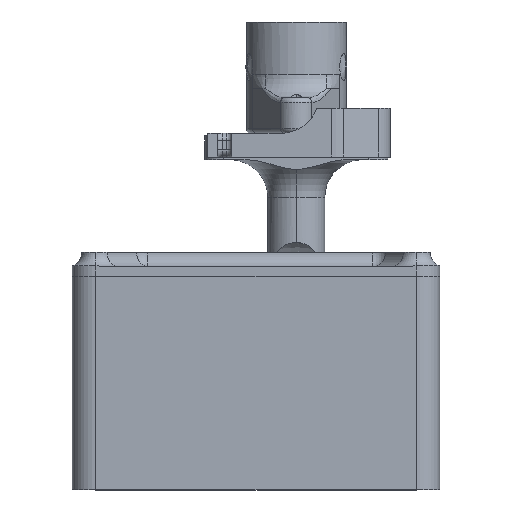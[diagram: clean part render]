
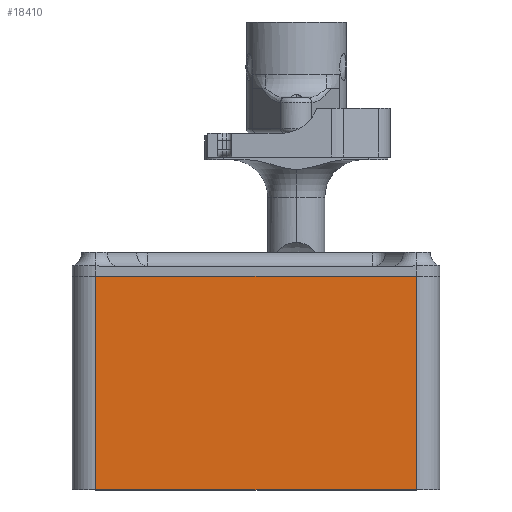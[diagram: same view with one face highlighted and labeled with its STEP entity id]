
A CAD part, top view. The second image highlights one B-rep face of the part: STEP entity #18410.
In plain terms, the highlighted planar face has unit normal (0, 0, 1).
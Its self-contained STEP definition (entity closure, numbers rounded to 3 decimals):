
#137 = EDGE_CURVE ( 'NONE', #4412, #32954, #9743, .T. ) ;
#771 = LINE ( 'NONE', #34575, #22419 ) ;
#1181 = AXIS2_PLACEMENT_3D ( 'NONE', #6585, #28715, #22634 ) ;
#1820 = FACE_OUTER_BOUND ( 'NONE', #18526, .T. ) ;
#1966 = ORIENTED_EDGE ( 'NONE', *, *, #137, .F. ) ;
#3060 = DIRECTION ( 'NONE',  ( 1., 0., 0. ) ) ;
#4412 = VERTEX_POINT ( 'NONE', #32158 ) ;
#6585 = CARTESIAN_POINT ( 'NONE',  ( -80., -190.066, 60. ) ) ;
#7930 = EDGE_CURVE ( 'NONE', #9054, #39327, #27297, .T. ) ;
#9054 = VERTEX_POINT ( 'NONE', #24668 ) ;
#9743 = LINE ( 'NONE', #19265, #36618 ) ;
#11310 = ORIENTED_EDGE ( 'NONE', *, *, #31500, .T. ) ;
#12061 = CARTESIAN_POINT ( 'NONE',  ( 65., -190.066, 60. ) ) ;
#15112 = LINE ( 'NONE', #12061, #19965 ) ;
#18410 = ADVANCED_FACE ( 'NONE', ( #1820 ), #35835, .T. ) ;
#18526 = EDGE_LOOP ( 'NONE', ( #1966, #11310, #23155, #28445 ) ) ;
#19265 = CARTESIAN_POINT ( 'NONE',  ( -80., 0., 60. ) ) ;
#19965 = VECTOR ( 'NONE', #21770, 1000. ) ;
#21770 = DIRECTION ( 'NONE',  ( 0., 1., 0. ) ) ;
#22419 = VECTOR ( 'NONE', #28500, 1000. ) ;
#22634 = DIRECTION ( 'NONE',  ( 1., 0., 0. ) ) ;
#23155 = ORIENTED_EDGE ( 'NONE', *, *, #7930, .F. ) ;
#24668 = CARTESIAN_POINT ( 'NONE',  ( 65., -90., 60. ) ) ;
#27297 = LINE ( 'NONE', #39678, #39203 ) ;
#28445 = ORIENTED_EDGE ( 'NONE', *, *, #32994, .T. ) ;
#28500 = DIRECTION ( 'NONE',  ( 0., -1., 0. ) ) ;
#28715 = DIRECTION ( 'NONE',  ( 0., 0., 1. ) ) ;
#29412 = CARTESIAN_POINT ( 'NONE',  ( -70., -90., 60. ) ) ;
#29755 = DIRECTION ( 'NONE',  ( -1., 0., 0. ) ) ;
#31500 = EDGE_CURVE ( 'NONE', #4412, #39327, #771, .T. ) ;
#32158 = CARTESIAN_POINT ( 'NONE',  ( -70., 0., 60. ) ) ;
#32954 = VERTEX_POINT ( 'NONE', #33526 ) ;
#32994 = EDGE_CURVE ( 'NONE', #9054, #32954, #15112, .T. ) ;
#33526 = CARTESIAN_POINT ( 'NONE',  ( 65., 0., 60. ) ) ;
#34575 = CARTESIAN_POINT ( 'NONE',  ( -70., -190.066, 60. ) ) ;
#35835 = PLANE ( 'NONE',  #1181 ) ;
#36618 = VECTOR ( 'NONE', #3060, 1000. ) ;
#39203 = VECTOR ( 'NONE', #29755, 1000. ) ;
#39327 = VERTEX_POINT ( 'NONE', #29412 ) ;
#39678 = CARTESIAN_POINT ( 'NONE',  ( 65., -90., 60. ) ) ;
